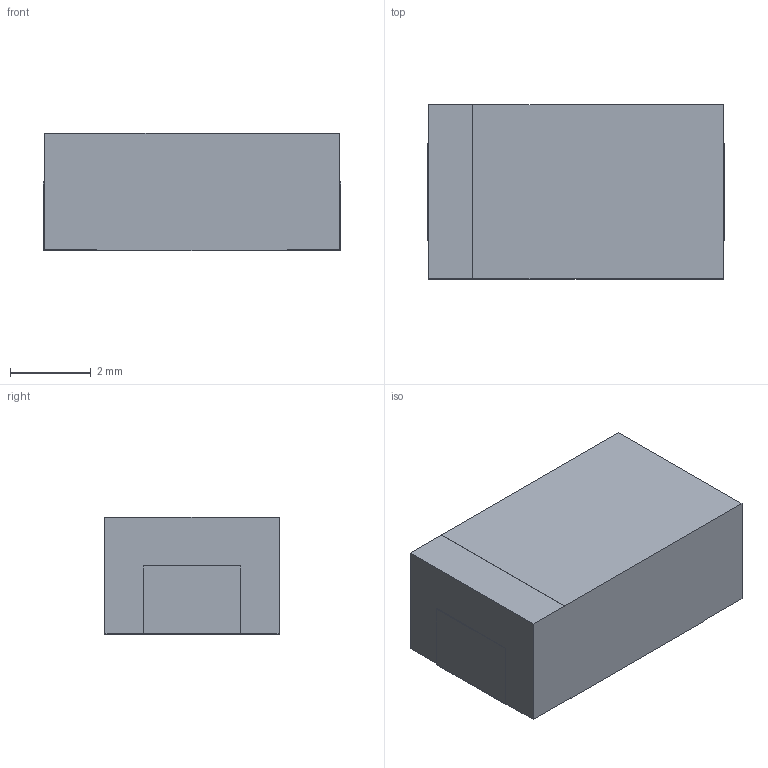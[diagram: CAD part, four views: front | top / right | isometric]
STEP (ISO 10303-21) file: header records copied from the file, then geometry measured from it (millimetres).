
FILE_DESCRIPTION (( 'STEP AP214' ), '1' );
FILE_NAME ('TANTALUM_D.STEP', '2023-05-09T14:26:10', ( 'user' ), ( '' ), 'SwSTEP 2.0', 'SolidWorks 2012', '' );
FILE_SCHEMA (( 'AUTOMOTIVE_DESIGN' ));
Length unit declared in the file: millimetre
Products named in the file (1): TANTALUM_D
Bounding box: 7.34 x 4.3 x 2.9 mm (x, y, z)
Volume: 91.1 mm3; surface area: 143 mm2
Topology: 3 solids, 3 shells, 36 faces, 86 edges, 56 vertices
Faces by surface type: plane 34, cylinder 2
Entity records: 1448 total; most frequent: CARTESIAN_POINT 179, ORIENTED_EDGE 172, DIRECTION 164, EDGE_CURVE 86, VECTOR 82, LINE 82, VERTEX_POINT 56, AXIS2_PLACEMENT_3D 41
